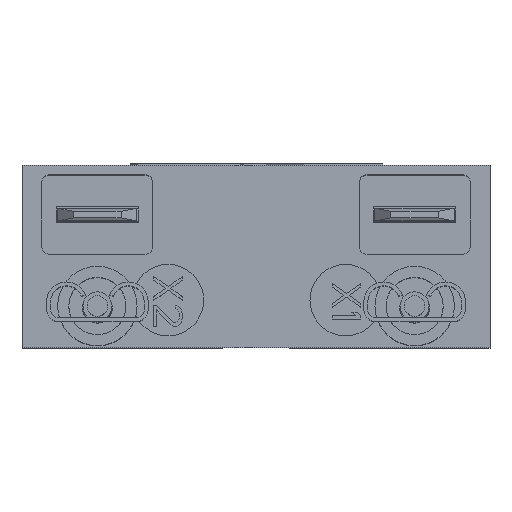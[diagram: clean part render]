
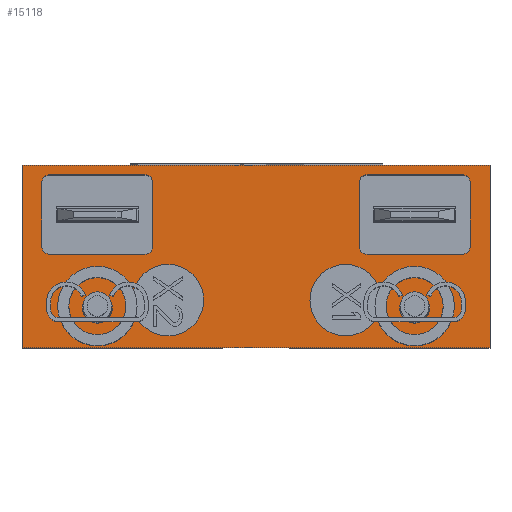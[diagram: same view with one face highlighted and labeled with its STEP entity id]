
A CAD part, top view. The second image highlights one B-rep face of the part: STEP entity #15118.
In plain terms, the highlighted planar face has unit normal (0, 0, 1).
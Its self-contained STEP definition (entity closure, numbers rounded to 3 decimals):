
#2015=DIRECTION('',(0.,-1.,0.));
#2016=VECTOR('',#2015,11.5);
#2017=CARTESIAN_POINT('',(-14.75,11.5,18.8));
#2018=LINE('',#2017,#2016);
#2019=DIRECTION('',(-1.,0.,0.));
#2020=VECTOR('',#2019,29.5);
#2021=CARTESIAN_POINT('',(14.75,11.5,18.8));
#2022=LINE('',#2021,#2020);
#2023=DIRECTION('',(0.,1.,0.));
#2024=VECTOR('',#2023,11.5);
#2025=CARTESIAN_POINT('',(14.75,0.,18.8));
#2026=LINE('',#2025,#2024);
#2027=DIRECTION('',(1.,0.,0.));
#2028=VECTOR('',#2027,29.5);
#2029=CARTESIAN_POINT('',(-14.75,0.,18.8));
#2030=LINE('',#2029,#2028);
#2031=CARTESIAN_POINT('',(-10.,2.5,18.8));
#2032=DIRECTION('',(0.,0.,1.));
#2033=DIRECTION('',(1.,0.,0.));
#2034=AXIS2_PLACEMENT_3D('',#2031,#2032,#2033);
#2036=CARTESIAN_POINT('',(-10.,2.5,18.8));
#2037=DIRECTION('',(0.,0.,1.));
#2038=DIRECTION('',(-1.,0.,0.));
#2039=AXIS2_PLACEMENT_3D('',#2036,#2037,#2038);
#2041=CARTESIAN_POINT('',(10.,2.5,18.8));
#2042=DIRECTION('',(0.,0.,1.));
#2043=DIRECTION('',(1.,0.,0.));
#2044=AXIS2_PLACEMENT_3D('',#2041,#2042,#2043);
#2046=CARTESIAN_POINT('',(10.,2.5,18.8));
#2047=DIRECTION('',(0.,0.,1.));
#2048=DIRECTION('',(-1.,0.,0.));
#2049=AXIS2_PLACEMENT_3D('',#2046,#2047,#2048);
#2051=CARTESIAN_POINT('',(-5.55,3.,18.8));
#2052=DIRECTION('',(0.,0.,1.));
#2053=DIRECTION('',(1.,0.,0.));
#2054=AXIS2_PLACEMENT_3D('',#2051,#2052,#2053);
#2056=CARTESIAN_POINT('',(-5.55,3.,18.8));
#2057=DIRECTION('',(0.,0.,1.));
#2058=DIRECTION('',(-1.,0.,0.));
#2059=AXIS2_PLACEMENT_3D('',#2056,#2057,#2058);
#2061=CARTESIAN_POINT('',(5.65,3.,18.8));
#2062=DIRECTION('',(0.,0.,1.));
#2063=DIRECTION('',(1.,0.,0.));
#2064=AXIS2_PLACEMENT_3D('',#2061,#2062,#2063);
#2066=CARTESIAN_POINT('',(5.65,3.,18.8));
#2067=DIRECTION('',(0.,0.,1.));
#2068=DIRECTION('',(-1.,0.,0.));
#2069=AXIS2_PLACEMENT_3D('',#2066,#2067,#2068);
#2071=CARTESIAN_POINT('',(-13.,10.4,18.8));
#2072=DIRECTION('',(0.,0.,1.));
#2073=DIRECTION('',(0.,1.,0.));
#2074=AXIS2_PLACEMENT_3D('',#2071,#2072,#2073);
#2076=DIRECTION('',(0.,-1.,0.));
#2077=VECTOR('',#2076,4.);
#2078=CARTESIAN_POINT('',(-13.5,10.4,18.8));
#2079=LINE('',#2078,#2077);
#2080=CARTESIAN_POINT('',(-13.,6.4,18.8));
#2081=DIRECTION('',(0.,0.,1.));
#2082=DIRECTION('',(-1.,0.,0.));
#2083=AXIS2_PLACEMENT_3D('',#2080,#2081,#2082);
#2085=DIRECTION('',(1.,0.,0.));
#2086=VECTOR('',#2085,6.);
#2087=CARTESIAN_POINT('',(-13.,5.9,18.8));
#2088=LINE('',#2087,#2086);
#2089=CARTESIAN_POINT('',(-7.,6.4,18.8));
#2090=DIRECTION('',(0.,0.,1.));
#2091=DIRECTION('',(0.,-1.,0.));
#2092=AXIS2_PLACEMENT_3D('',#2089,#2090,#2091);
#2094=DIRECTION('',(0.,1.,0.));
#2095=VECTOR('',#2094,4.);
#2096=CARTESIAN_POINT('',(-6.5,6.4,18.8));
#2097=LINE('',#2096,#2095);
#2098=CARTESIAN_POINT('',(-7.,10.4,18.8));
#2099=DIRECTION('',(0.,0.,1.));
#2100=DIRECTION('',(1.,0.,0.));
#2101=AXIS2_PLACEMENT_3D('',#2098,#2099,#2100);
#2103=DIRECTION('',(-1.,0.,0.));
#2104=VECTOR('',#2103,6.);
#2105=CARTESIAN_POINT('',(-7.,10.9,18.8));
#2106=LINE('',#2105,#2104);
#2107=DIRECTION('',(-1.,0.,0.));
#2108=VECTOR('',#2107,6.);
#2109=CARTESIAN_POINT('',(13.,10.9,18.8));
#2110=LINE('',#2109,#2108);
#2111=CARTESIAN_POINT('',(7.,10.4,18.8));
#2112=DIRECTION('',(0.,0.,1.));
#2113=DIRECTION('',(0.,1.,0.));
#2114=AXIS2_PLACEMENT_3D('',#2111,#2112,#2113);
#2116=DIRECTION('',(0.,-1.,0.));
#2117=VECTOR('',#2116,4.);
#2118=CARTESIAN_POINT('',(6.5,10.4,18.8));
#2119=LINE('',#2118,#2117);
#2120=CARTESIAN_POINT('',(7.,6.4,18.8));
#2121=DIRECTION('',(0.,0.,1.));
#2122=DIRECTION('',(-1.,0.,0.));
#2123=AXIS2_PLACEMENT_3D('',#2120,#2121,#2122);
#2125=DIRECTION('',(1.,0.,0.));
#2126=VECTOR('',#2125,6.);
#2127=CARTESIAN_POINT('',(7.,5.9,18.8));
#2128=LINE('',#2127,#2126);
#2129=CARTESIAN_POINT('',(13.,6.4,18.8));
#2130=DIRECTION('',(0.,0.,1.));
#2131=DIRECTION('',(0.,-1.,0.));
#2132=AXIS2_PLACEMENT_3D('',#2129,#2130,#2131);
#2134=DIRECTION('',(0.,1.,0.));
#2135=VECTOR('',#2134,4.);
#2136=CARTESIAN_POINT('',(13.5,6.4,18.8));
#2137=LINE('',#2136,#2135);
#2138=CARTESIAN_POINT('',(13.,10.4,18.8));
#2139=DIRECTION('',(0.,0.,1.));
#2140=DIRECTION('',(1.,0.,0.));
#2141=AXIS2_PLACEMENT_3D('',#2138,#2139,#2140);
#10366=CARTESIAN_POINT('',(-14.75,11.5,18.8));
#10367=CARTESIAN_POINT('',(-14.75,0.,18.8));
#10368=VERTEX_POINT('',#10366);
#10369=VERTEX_POINT('',#10367);
#10370=CARTESIAN_POINT('',(14.75,0.,18.8));
#10371=VERTEX_POINT('',#10370);
#10372=CARTESIAN_POINT('',(14.75,11.5,18.8));
#10373=VERTEX_POINT('',#10372);
#10374=CARTESIAN_POINT('',(-9.05,2.5,18.8));
#10375=CARTESIAN_POINT('',(-10.95,2.5,18.8));
#10376=VERTEX_POINT('',#10374);
#10377=VERTEX_POINT('',#10375);
#10378=CARTESIAN_POINT('',(10.95,2.5,18.8));
#10379=CARTESIAN_POINT('',(9.05,2.5,18.8));
#10380=VERTEX_POINT('',#10378);
#10381=VERTEX_POINT('',#10379);
#10390=CARTESIAN_POINT('',(-3.3,3.,18.8));
#10391=CARTESIAN_POINT('',(-7.8,3.,18.8));
#10392=VERTEX_POINT('',#10390);
#10393=VERTEX_POINT('',#10391);
#10394=CARTESIAN_POINT('',(7.9,3.,18.8));
#10395=CARTESIAN_POINT('',(3.4,3.,18.8));
#10396=VERTEX_POINT('',#10394);
#10397=VERTEX_POINT('',#10395);
#10666=CARTESIAN_POINT('',(-13.,10.9,18.8));
#10667=CARTESIAN_POINT('',(-13.5,10.4,18.8));
#10668=VERTEX_POINT('',#10666);
#10669=VERTEX_POINT('',#10667);
#10670=CARTESIAN_POINT('',(-13.5,6.4,18.8));
#10671=VERTEX_POINT('',#10670);
#10672=CARTESIAN_POINT('',(-13.,5.9,18.8));
#10673=VERTEX_POINT('',#10672);
#10674=CARTESIAN_POINT('',(-7.,5.9,18.8));
#10675=VERTEX_POINT('',#10674);
#10676=CARTESIAN_POINT('',(-6.5,6.4,18.8));
#10677=VERTEX_POINT('',#10676);
#10678=CARTESIAN_POINT('',(-6.5,10.4,18.8));
#10679=VERTEX_POINT('',#10678);
#10680=CARTESIAN_POINT('',(-7.,10.9,18.8));
#10681=VERTEX_POINT('',#10680);
#10682=CARTESIAN_POINT('',(13.,10.9,18.8));
#10683=CARTESIAN_POINT('',(7.,10.9,18.8));
#10684=VERTEX_POINT('',#10682);
#10685=VERTEX_POINT('',#10683);
#10686=CARTESIAN_POINT('',(6.5,10.4,18.8));
#10687=VERTEX_POINT('',#10686);
#10688=CARTESIAN_POINT('',(6.5,6.4,18.8));
#10689=VERTEX_POINT('',#10688);
#10690=CARTESIAN_POINT('',(7.,5.9,18.8));
#10691=VERTEX_POINT('',#10690);
#10692=CARTESIAN_POINT('',(13.,5.9,18.8));
#10693=VERTEX_POINT('',#10692);
#10694=CARTESIAN_POINT('',(13.5,6.4,18.8));
#10695=VERTEX_POINT('',#10694);
#10696=CARTESIAN_POINT('',(13.5,10.4,18.8));
#10697=VERTEX_POINT('',#10696);
#15048=CARTESIAN_POINT('',(0.,0.,18.8));
#15049=DIRECTION('',(0.,0.,1.));
#15050=DIRECTION('',(1.,0.,0.));
#15051=AXIS2_PLACEMENT_3D('',#15048,#15049,#15050);
#15052=PLANE('',#15051);
#15053=ORIENTED_EDGE('',*,*,#14605,.F.);
#15054=ORIENTED_EDGE('',*,*,#13721,.F.);
#15056=ORIENTED_EDGE('',*,*,#15055,.F.);
#15057=ORIENTED_EDGE('',*,*,#14624,.F.);
#15058=EDGE_LOOP('',(#15053,#15054,#15056,#15057));
#15059=FACE_OUTER_BOUND('',#15058,.F.);
#15060=ORIENTED_EDGE('',*,*,#15028,.T.);
#15061=ORIENTED_EDGE('',*,*,#15042,.T.);
#15062=EDGE_LOOP('',(#15060,#15061));
#15063=FACE_BOUND('',#15062,.F.);
#15065=ORIENTED_EDGE('',*,*,#15064,.T.);
#15067=ORIENTED_EDGE('',*,*,#15066,.T.);
#15068=EDGE_LOOP('',(#15065,#15067));
#15069=FACE_BOUND('',#15068,.F.);
#15071=ORIENTED_EDGE('',*,*,#15070,.T.);
#15073=ORIENTED_EDGE('',*,*,#15072,.T.);
#15074=EDGE_LOOP('',(#15071,#15073));
#15075=FACE_BOUND('',#15074,.F.);
#15077=ORIENTED_EDGE('',*,*,#15076,.T.);
#15079=ORIENTED_EDGE('',*,*,#15078,.T.);
#15080=EDGE_LOOP('',(#15077,#15079));
#15081=FACE_BOUND('',#15080,.F.);
#15083=ORIENTED_EDGE('',*,*,#15082,.T.);
#15085=ORIENTED_EDGE('',*,*,#15084,.T.);
#15087=ORIENTED_EDGE('',*,*,#15086,.T.);
#15089=ORIENTED_EDGE('',*,*,#15088,.T.);
#15091=ORIENTED_EDGE('',*,*,#15090,.T.);
#15093=ORIENTED_EDGE('',*,*,#15092,.T.);
#15095=ORIENTED_EDGE('',*,*,#15094,.T.);
#15097=ORIENTED_EDGE('',*,*,#15096,.T.);
#15098=EDGE_LOOP('',(#15083,#15085,#15087,#15089,#15091,#15093,#15095,#15097));
#15099=FACE_BOUND('',#15098,.F.);
#15101=ORIENTED_EDGE('',*,*,#15100,.T.);
#15103=ORIENTED_EDGE('',*,*,#15102,.T.);
#15105=ORIENTED_EDGE('',*,*,#15104,.T.);
#15107=ORIENTED_EDGE('',*,*,#15106,.T.);
#15109=ORIENTED_EDGE('',*,*,#15108,.T.);
#15111=ORIENTED_EDGE('',*,*,#15110,.T.);
#15113=ORIENTED_EDGE('',*,*,#15112,.T.);
#15115=ORIENTED_EDGE('',*,*,#15114,.T.);
#15116=EDGE_LOOP('',(#15101,#15103,#15105,#15107,#15109,#15111,#15113,#15115));
#15117=FACE_BOUND('',#15116,.F.);
#15118=ADVANCED_FACE('',(#15059,#15063,#15069,#15075,#15081,#15099,#15117),
#15052,.T.);
#2035=CIRCLE('',#2034,0.95);
#2040=CIRCLE('',#2039,0.95);
#2045=CIRCLE('',#2044,0.95);
#2050=CIRCLE('',#2049,0.95);
#2055=CIRCLE('',#2054,2.25);
#2060=CIRCLE('',#2059,2.25);
#2065=CIRCLE('',#2064,2.25);
#2070=CIRCLE('',#2069,2.25);
#2075=CIRCLE('',#2074,0.5);
#2084=CIRCLE('',#2083,0.5);
#2093=CIRCLE('',#2092,0.5);
#2102=CIRCLE('',#2101,0.5);
#2115=CIRCLE('',#2114,0.5);
#2124=CIRCLE('',#2123,0.5);
#2133=CIRCLE('',#2132,0.5);
#2142=CIRCLE('',#2141,0.5);
#13721=EDGE_CURVE('',#10373,#10368,#2022,.T.);
#14605=EDGE_CURVE('',#10368,#10369,#2018,.T.);
#14624=EDGE_CURVE('',#10369,#10371,#2030,.T.);
#15028=EDGE_CURVE('',#10376,#10377,#2035,.T.);
#15042=EDGE_CURVE('',#10377,#10376,#2040,.T.);
#15055=EDGE_CURVE('',#10371,#10373,#2026,.T.);
#15064=EDGE_CURVE('',#10380,#10381,#2045,.T.);
#15066=EDGE_CURVE('',#10381,#10380,#2050,.T.);
#15070=EDGE_CURVE('',#10392,#10393,#2055,.T.);
#15072=EDGE_CURVE('',#10393,#10392,#2060,.T.);
#15076=EDGE_CURVE('',#10396,#10397,#2065,.T.);
#15078=EDGE_CURVE('',#10397,#10396,#2070,.T.);
#15082=EDGE_CURVE('',#10668,#10669,#2075,.T.);
#15084=EDGE_CURVE('',#10669,#10671,#2079,.T.);
#15086=EDGE_CURVE('',#10671,#10673,#2084,.T.);
#15088=EDGE_CURVE('',#10673,#10675,#2088,.T.);
#15090=EDGE_CURVE('',#10675,#10677,#2093,.T.);
#15092=EDGE_CURVE('',#10677,#10679,#2097,.T.);
#15094=EDGE_CURVE('',#10679,#10681,#2102,.T.);
#15096=EDGE_CURVE('',#10681,#10668,#2106,.T.);
#15100=EDGE_CURVE('',#10684,#10685,#2110,.T.);
#15102=EDGE_CURVE('',#10685,#10687,#2115,.T.);
#15104=EDGE_CURVE('',#10687,#10689,#2119,.T.);
#15106=EDGE_CURVE('',#10689,#10691,#2124,.T.);
#15108=EDGE_CURVE('',#10691,#10693,#2128,.T.);
#15110=EDGE_CURVE('',#10693,#10695,#2133,.T.);
#15112=EDGE_CURVE('',#10695,#10697,#2137,.T.);
#15114=EDGE_CURVE('',#10697,#10684,#2142,.T.);
